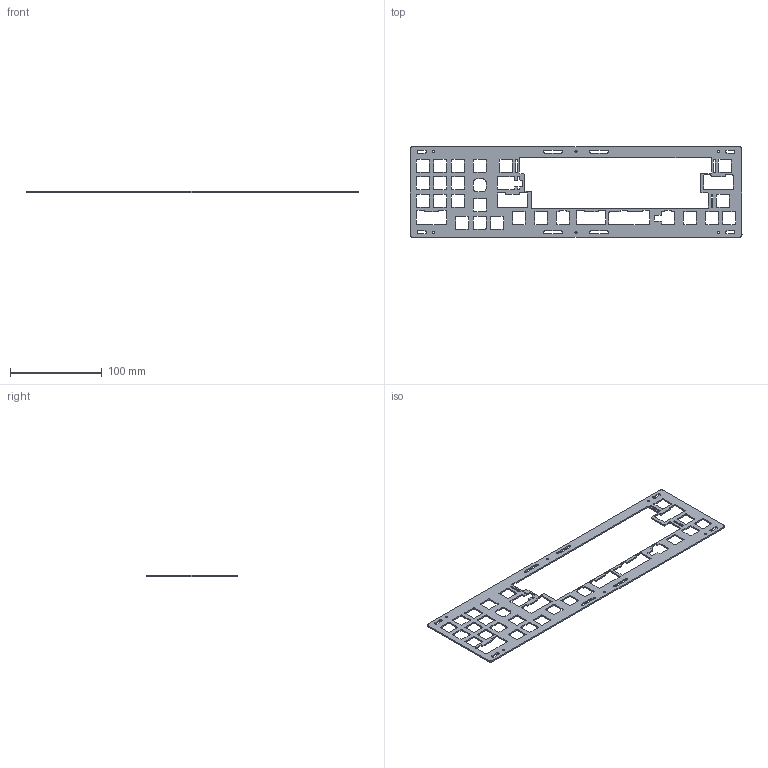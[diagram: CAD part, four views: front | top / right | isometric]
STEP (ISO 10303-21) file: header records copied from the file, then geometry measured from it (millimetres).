
FILE_DESCRIPTION(('KiCad electronic assembly'),'2;1');
FILE_NAME('clarabelle_plate_ansi_half.step','2021-04-11T21:58:11',( 'Pcbnew'),('Kicad'),'Open CASCADE STEP processor 7.5', 'KiCad to STEP converter','Unknown');
FILE_SCHEMA(('AUTOMOTIVE_DESIGN { 1 0 10303 214 1 1 1 1 }'));
Length unit declared in the file: millimetre
Products named in the file (2): clarabelle_plate_ansi_half 1; COMPOUND
Assembly tree (1 placements, depth 2):
  clarabelle_plate_ansi_half 1
    COMPOUND
Bounding box: 361 x 98.3 x 1.5 mm (x, y, z)
Volume: 24264.8 mm3; surface area: 38158.2 mm2
Topology: 1 solids, 1 shells, 468 faces, 1398 edges, 932 vertices
Faces by surface type: cylinder 236, plane 232
Full cylindrical faces by diameter (mm): 2.25 x6
Entity records: 34291 total; most frequent: DIRECTION 5606, CARTESIAN_POINT 5596, LINE 3250, VECTOR 3250, ORIENTED_EDGE 2796, PCURVE 2796, DEFINITIONAL_REPRESENTATION 2796, EDGE_CURVE 1398
